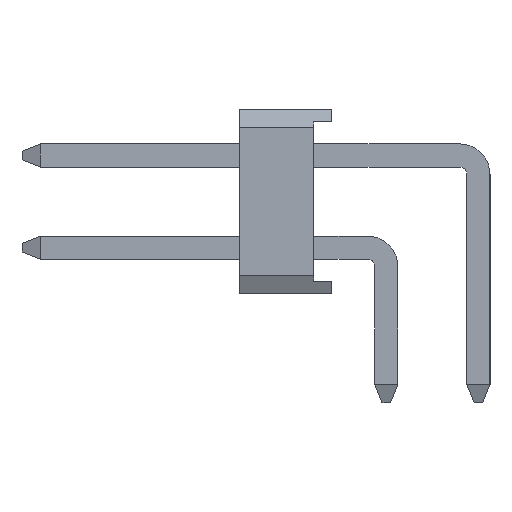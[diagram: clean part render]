
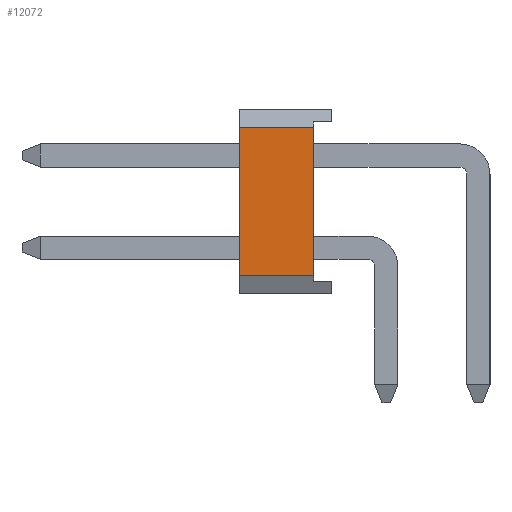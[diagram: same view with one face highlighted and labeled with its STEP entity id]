
A CAD part, left-side view. The second image highlights one B-rep face of the part: STEP entity #12072.
In plain terms, the highlighted planar face has unit normal (-1, 0, 0).
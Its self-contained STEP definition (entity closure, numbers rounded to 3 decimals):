
#1776=ORIENTED_EDGE('',*,*,#3331,.F.);
#1777=ORIENTED_EDGE('',*,*,#3406,.T.);
#1778=ORIENTED_EDGE('',*,*,#3402,.T.);
#1779=ORIENTED_EDGE('',*,*,#3407,.T.);
#3331=EDGE_CURVE('',#4274,#4275,#5231,.T.);
#3402=EDGE_CURVE('',#4311,#4310,#5302,.T.);
#3406=EDGE_CURVE('',#4274,#4311,#5306,.T.);
#3407=EDGE_CURVE('',#4310,#4275,#5307,.T.);
#4274=VERTEX_POINT('',#16652);
#4275=VERTEX_POINT('',#16654);
#4310=VERTEX_POINT('',#16786);
#4311=VERTEX_POINT('',#16788);
#5231=LINE('',#16653,#6371);
#5302=LINE('',#16787,#6442);
#5306=LINE('',#16795,#6446);
#5307=LINE('',#16797,#6447);
#6371=VECTOR('',#14247,1000.);
#6442=VECTOR('',#14372,1000.);
#6446=VECTOR('',#14382,1000.);
#6447=VECTOR('',#14385,1000.);
#7152=EDGE_LOOP('',(#1776,#1777,#1778,#1779));
#7678=FACE_BOUND('',#7152,.T.);
#8150=PLANE('',#12641);
#12072=ADVANCED_FACE('',(#7678),#8150,.T.);
#12641=AXIS2_PLACEMENT_3D('',#16796,#14383,#14384);
#14247=DIRECTION('',(0.,0.,1.));
#14372=DIRECTION('',(0.,0.,1.));
#14382=DIRECTION('',(0.,-1.,0.));
#14383=DIRECTION('',(-1.,0.,0.));
#14384=DIRECTION('',(0.,0.,1.));
#14385=DIRECTION('',(0.,1.,0.));
#16652=CARTESIAN_POINT('',(-11.43,2.04,-0.77));
#16653=CARTESIAN_POINT('',(-11.43,2.04,-22.528));
#16654=CARTESIAN_POINT('',(-11.43,2.04,1.27));
#16786=CARTESIAN_POINT('',(-11.43,-2.04,1.27));
#16787=CARTESIAN_POINT('',(-11.43,-2.04,-22.528));
#16788=CARTESIAN_POINT('',(-11.43,-2.04,-0.77));
#16795=CARTESIAN_POINT('',(-11.43,-2.54,-0.77));
#16796=CARTESIAN_POINT('',(-11.43,-2.54,-1.27));
#16797=CARTESIAN_POINT('',(-11.43,-2.54,1.27));
